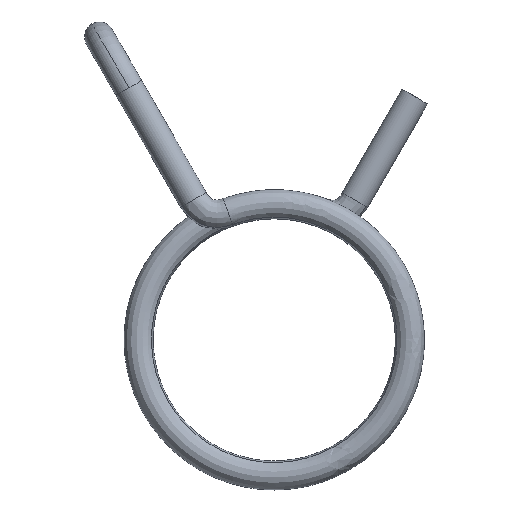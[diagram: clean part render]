
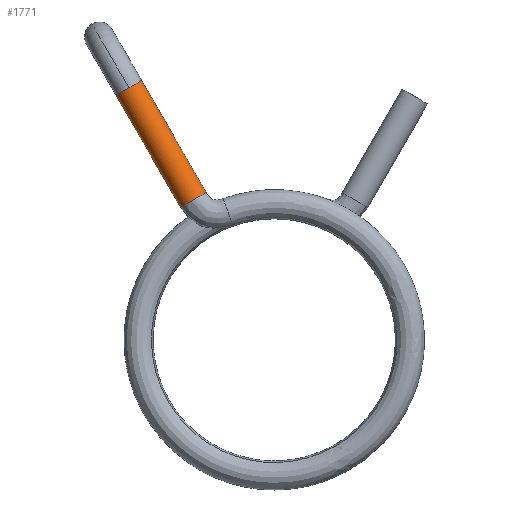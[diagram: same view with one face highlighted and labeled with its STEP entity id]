
A CAD part, top view. The second image highlights one B-rep face of the part: STEP entity #1771.
In plain terms, the highlighted cylindrical face has radius 0.6 mm (diameter 1.2 mm), a partial arc.
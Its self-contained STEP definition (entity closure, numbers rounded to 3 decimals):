
#250 = VECTOR ( 'NONE', #7773, 1000. ) ;
#344 = ORIENTED_EDGE ( 'NONE', *, *, #4270, .T. ) ;
#351 = DIRECTION ( 'NONE',  ( 0.5, -0.866, 0. ) ) ;
#430 = CARTESIAN_POINT ( 'NONE',  ( -3.277, 5.676, 2.4 ) ) ;
#808 = CIRCLE ( 'NONE', #7886, 0.6 ) ;
#1247 = EDGE_CURVE ( 'NONE', #6324, #6506, #2670, .T. ) ;
#1524 = VECTOR ( 'NONE', #5791, 1000. ) ;
#1613 = DIRECTION ( 'NONE',  ( 0.5, -0.866, 0. ) ) ;
#1759 = CIRCLE ( 'NONE', #7750, 0.6 ) ;
#1771 = ADVANCED_FACE ( 'NONE', ( #3096 ), #5679, .T. ) ;
#2034 = DIRECTION ( 'NONE',  ( 0.5, -0.866, 0. ) ) ;
#2115 = CARTESIAN_POINT ( 'NONE',  ( -6.42, 9.919, 2.4 ) ) ;
#2499 = EDGE_CURVE ( 'NONE', #6704, #2842, #5978, .T. ) ;
#2670 = CIRCLE ( 'NONE', #4487, 0.6 ) ;
#2759 = ORIENTED_EDGE ( 'NONE', *, *, #4105, .T. ) ;
#2842 = VERTEX_POINT ( 'NONE', #2947 ) ;
#2879 = CIRCLE ( 'NONE', #5860, 0.6 ) ;
#2947 = CARTESIAN_POINT ( 'NONE',  ( -2.761, 5.975, 2.4 ) ) ;
#2978 = DIRECTION ( 'NONE',  ( 0.5, -0.866, 0. ) ) ;
#3096 = FACE_OUTER_BOUND ( 'NONE', #3595, .T. ) ;
#3135 = ORIENTED_EDGE ( 'NONE', *, *, #7914, .T. ) ;
#3211 = CARTESIAN_POINT ( 'NONE',  ( -6.42, 9.919, 2.4 ) ) ;
#3249 = CARTESIAN_POINT ( 'NONE',  ( -5.9, 10.219, 3. ) ) ;
#3595 = EDGE_LOOP ( 'NONE', ( #2759, #344, #3135, #4964, #7659, #6959 ) ) ;
#3666 = CARTESIAN_POINT ( 'NONE',  ( -3.794, 5.378, 2.4 ) ) ;
#3820 = LINE ( 'NONE', #3211, #1524 ) ;
#4105 = EDGE_CURVE ( 'NONE', #6704, #8452, #808, .T. ) ;
#4214 = CARTESIAN_POINT ( 'NONE',  ( -5.9, 10.219, 2.4 ) ) ;
#4270 = EDGE_CURVE ( 'NONE', #8452, #7555, #1759, .T. ) ;
#4348 = CARTESIAN_POINT ( 'NONE',  ( -5.9, 10.219, 2.4 ) ) ;
#4487 = AXIS2_PLACEMENT_3D ( 'NONE', #430, #2978, #6203 ) ;
#4964 = ORIENTED_EDGE ( 'NONE', *, *, #1247, .F. ) ;
#4994 = AXIS2_PLACEMENT_3D ( 'NONE', #4348, #1613, #5038 ) ;
#5038 = DIRECTION ( 'NONE',  ( 0.866, 0.5, 0. ) ) ;
#5064 = DIRECTION ( 'NONE',  ( 0.5, -0.866, 0. ) ) ;
#5679 = CYLINDRICAL_SURFACE ( 'NONE', #4994, 0.6 ) ;
#5791 = DIRECTION ( 'NONE',  ( 0.5, -0.866, 0. ) ) ;
#5860 = AXIS2_PLACEMENT_3D ( 'NONE', #8305, #5064, #5954 ) ;
#5954 = DIRECTION ( 'NONE',  ( 0.75, 0.433, -0.5 ) ) ;
#5978 = LINE ( 'NONE', #6593, #250 ) ;
#6203 = DIRECTION ( 'NONE',  ( 0.75, 0.433, -0.5 ) ) ;
#6210 = CARTESIAN_POINT ( 'NONE',  ( -5.9, 10.219, 2.4 ) ) ;
#6324 = VERTEX_POINT ( 'NONE', #6824 ) ;
#6506 = VERTEX_POINT ( 'NONE', #3666 ) ;
#6593 = CARTESIAN_POINT ( 'NONE',  ( -5.38, 10.519, 2.4 ) ) ;
#6704 = VERTEX_POINT ( 'NONE', #8169 ) ;
#6824 = CARTESIAN_POINT ( 'NONE',  ( -3.727, 5.417, 2.7 ) ) ;
#6843 = EDGE_CURVE ( 'NONE', #2842, #6324, #2879, .T. ) ;
#6959 = ORIENTED_EDGE ( 'NONE', *, *, #2499, .F. ) ;
#7321 = DIRECTION ( 'NONE',  ( 0.75, 0.433, -0.5 ) ) ;
#7555 = VERTEX_POINT ( 'NONE', #2115 ) ;
#7659 = ORIENTED_EDGE ( 'NONE', *, *, #6843, .F. ) ;
#7750 = AXIS2_PLACEMENT_3D ( 'NONE', #4214, #2034, #7321 ) ;
#7773 = DIRECTION ( 'NONE',  ( 0.5, -0.866, 0. ) ) ;
#7886 = AXIS2_PLACEMENT_3D ( 'NONE', #6210, #351, #8162 ) ;
#7914 = EDGE_CURVE ( 'NONE', #7555, #6506, #3820, .T. ) ;
#8162 = DIRECTION ( 'NONE',  ( 0.75, 0.433, -0.5 ) ) ;
#8169 = CARTESIAN_POINT ( 'NONE',  ( -5.38, 10.519, 2.4 ) ) ;
#8305 = CARTESIAN_POINT ( 'NONE',  ( -3.277, 5.676, 2.4 ) ) ;
#8452 = VERTEX_POINT ( 'NONE', #3249 ) ;
